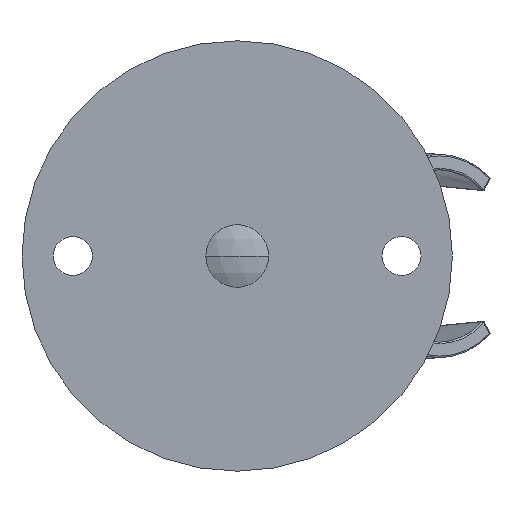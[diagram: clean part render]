
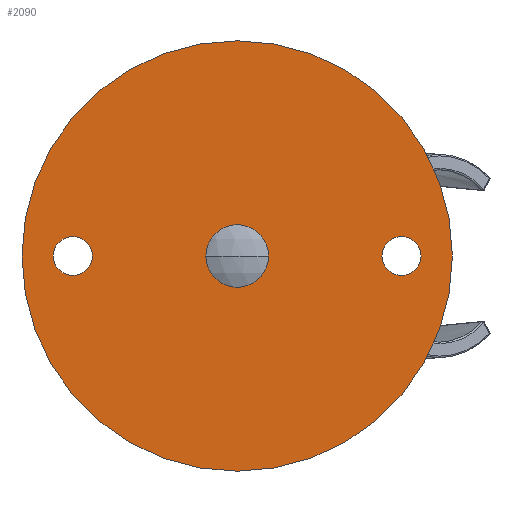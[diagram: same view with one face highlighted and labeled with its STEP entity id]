
A CAD part, left-side view. The second image highlights one B-rep face of the part: STEP entity #2090.
In plain terms, the highlighted planar face has unit normal (-1, 0, 0).
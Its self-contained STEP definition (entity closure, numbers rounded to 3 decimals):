
#11 = EDGE_CURVE ( 'NONE', #681, #256, #2136, .T. ) ;
#12 = EDGE_LOOP ( 'NONE', ( #2413, #1798 ) ) ;
#15 = CARTESIAN_POINT ( 'NONE',  ( 0., 23.5, 0. ) ) ;
#34 = DIRECTION ( 'NONE',  ( 0., -1., 0. ) ) ;
#85 = EDGE_CURVE ( 'NONE', #256, #681, #2384, .T. ) ;
#104 = DIRECTION ( 'NONE',  ( -1., 0., 0. ) ) ;
#147 = EDGE_CURVE ( 'NONE', #1697, #1926, #2749, .T. ) ;
#256 = VERTEX_POINT ( 'NONE', #15 ) ;
#285 = DIRECTION ( 'NONE',  ( -1., 0., 0. ) ) ;
#286 = ORIENTED_EDGE ( 'NONE', *, *, #85, .F. ) ;
#342 = DIRECTION ( 'NONE',  ( 0., -1., 0. ) ) ;
#380 = DIRECTION ( 'NONE',  ( 0., -1., 0. ) ) ;
#394 = DIRECTION ( 'NONE',  ( -1., 0., 0. ) ) ;
#402 = CARTESIAN_POINT ( 'NONE',  ( 0., 0., 0. ) ) ;
#419 = DIRECTION ( 'NONE',  ( -1., 0., 0. ) ) ;
#450 = CIRCLE ( 'NONE', #1033, 4. ) ;
#495 = CIRCLE ( 'NONE', #765, 4. ) ;
#520 = VERTEX_POINT ( 'NONE', #1468 ) ;
#531 = EDGE_LOOP ( 'NONE', ( #1726, #1375 ) ) ;
#641 = FACE_OUTER_BOUND ( 'NONE', #12, .T. ) ;
#665 = PLANE ( 'NONE',  #2739 ) ;
#681 = VERTEX_POINT ( 'NONE', #2169 ) ;
#702 = FACE_BOUND ( 'NONE', #1035, .T. ) ;
#747 = DIRECTION ( 'NONE',  ( 0., -1., 0. ) ) ;
#757 = ORIENTED_EDGE ( 'NONE', *, *, #147, .F. ) ;
#758 = CARTESIAN_POINT ( 'NONE',  ( 0., 21., 0. ) ) ;
#765 = AXIS2_PLACEMENT_3D ( 'NONE', #1446, #1949, #34 ) ;
#860 = AXIS2_PLACEMENT_3D ( 'NONE', #1289, #1548, #1689 ) ;
#894 = CARTESIAN_POINT ( 'NONE',  ( 0., -4., 0. ) ) ;
#966 = AXIS2_PLACEMENT_3D ( 'NONE', #758, #104, #1364 ) ;
#972 = EDGE_LOOP ( 'NONE', ( #757, #1185 ) ) ;
#1025 = CARTESIAN_POINT ( 'NONE',  ( 0., 0., 0. ) ) ;
#1033 = AXIS2_PLACEMENT_3D ( 'NONE', #1025, #1852, #2688 ) ;
#1035 = EDGE_LOOP ( 'NONE', ( #286, #1349 ) ) ;
#1047 = AXIS2_PLACEMENT_3D ( 'NONE', #1401, #2226, #342 ) ;
#1058 = CARTESIAN_POINT ( 'NONE',  ( 0., -27.5, 0. ) ) ;
#1113 = FACE_BOUND ( 'NONE', #972, .T. ) ;
#1136 = AXIS2_PLACEMENT_3D ( 'NONE', #1856, #394, #2692 ) ;
#1185 = ORIENTED_EDGE ( 'NONE', *, *, #2712, .F. ) ;
#1289 = CARTESIAN_POINT ( 'NONE',  ( 0., -21., 0. ) ) ;
#1315 = FACE_BOUND ( 'NONE', #531, .T. ) ;
#1349 = ORIENTED_EDGE ( 'NONE', *, *, #11, .F. ) ;
#1353 = CARTESIAN_POINT ( 'NONE',  ( 0., 21., 0. ) ) ;
#1364 = DIRECTION ( 'NONE',  ( 0., -1., 0. ) ) ;
#1375 = ORIENTED_EDGE ( 'NONE', *, *, #2439, .F. ) ;
#1401 = CARTESIAN_POINT ( 'NONE',  ( 0., -21., 0. ) ) ;
#1404 = CARTESIAN_POINT ( 'NONE',  ( 0., -18.5, 0. ) ) ;
#1446 = CARTESIAN_POINT ( 'NONE',  ( 0., 0., 0. ) ) ;
#1468 = CARTESIAN_POINT ( 'NONE',  ( 0., 27.5, 0. ) ) ;
#1548 = DIRECTION ( 'NONE',  ( -1., 0., 0. ) ) ;
#1689 = DIRECTION ( 'NONE',  ( 0., -1., 0. ) ) ;
#1697 = VERTEX_POINT ( 'NONE', #1404 ) ;
#1726 = ORIENTED_EDGE ( 'NONE', *, *, #2378, .F. ) ;
#1730 = VERTEX_POINT ( 'NONE', #2513 ) ;
#1733 = AXIS2_PLACEMENT_3D ( 'NONE', #1353, #2181, #747 ) ;
#1734 = EDGE_CURVE ( 'NONE', #2010, #520, #2735, .T. ) ;
#1798 = ORIENTED_EDGE ( 'NONE', *, *, #2235, .T. ) ;
#1838 = VERTEX_POINT ( 'NONE', #2327 ) ;
#1852 = DIRECTION ( 'NONE',  ( -1., 0., 0. ) ) ;
#1856 = CARTESIAN_POINT ( 'NONE',  ( 0., 0., 0. ) ) ;
#1875 = CARTESIAN_POINT ( 'NONE',  ( 0., -23.5, 0. ) ) ;
#1926 = VERTEX_POINT ( 'NONE', #1875 ) ;
#1949 = DIRECTION ( 'NONE',  ( -1., 0., 0. ) ) ;
#2010 = VERTEX_POINT ( 'NONE', #1058 ) ;
#2090 = ADVANCED_FACE ( 'NONE', ( #1113, #702, #641, #1315 ), #665, .T. ) ;
#2136 = CIRCLE ( 'NONE', #966, 2.5 ) ;
#2169 = CARTESIAN_POINT ( 'NONE',  ( 0., 18.5, 0. ) ) ;
#2181 = DIRECTION ( 'NONE',  ( -1., 0., 0. ) ) ;
#2186 = DIRECTION ( 'NONE',  ( 0., -1., 0. ) ) ;
#2226 = DIRECTION ( 'NONE',  ( -1., 0., 0. ) ) ;
#2235 = EDGE_CURVE ( 'NONE', #520, #2010, #2290, .T. ) ;
#2280 = CIRCLE ( 'NONE', #860, 2.5 ) ;
#2290 = CIRCLE ( 'NONE', #1136, 27.5 ) ;
#2327 = CARTESIAN_POINT ( 'NONE',  ( 0., 4., 0. ) ) ;
#2378 = EDGE_CURVE ( 'NONE', #1730, #1838, #450, .T. ) ;
#2384 = CIRCLE ( 'NONE', #1733, 2.5 ) ;
#2413 = ORIENTED_EDGE ( 'NONE', *, *, #1734, .T. ) ;
#2439 = EDGE_CURVE ( 'NONE', #1838, #1730, #495, .T. ) ;
#2513 = CARTESIAN_POINT ( 'NONE',  ( 0., -4., 0. ) ) ;
#2688 = DIRECTION ( 'NONE',  ( 0., -1., 0. ) ) ;
#2691 = AXIS2_PLACEMENT_3D ( 'NONE', #402, #419, #380 ) ;
#2692 = DIRECTION ( 'NONE',  ( 0., -1., 0. ) ) ;
#2712 = EDGE_CURVE ( 'NONE', #1926, #1697, #2280, .T. ) ;
#2735 = CIRCLE ( 'NONE', #2691, 27.5 ) ;
#2739 = AXIS2_PLACEMENT_3D ( 'NONE', #894, #285, #2186 ) ;
#2749 = CIRCLE ( 'NONE', #1047, 2.5 ) ;
